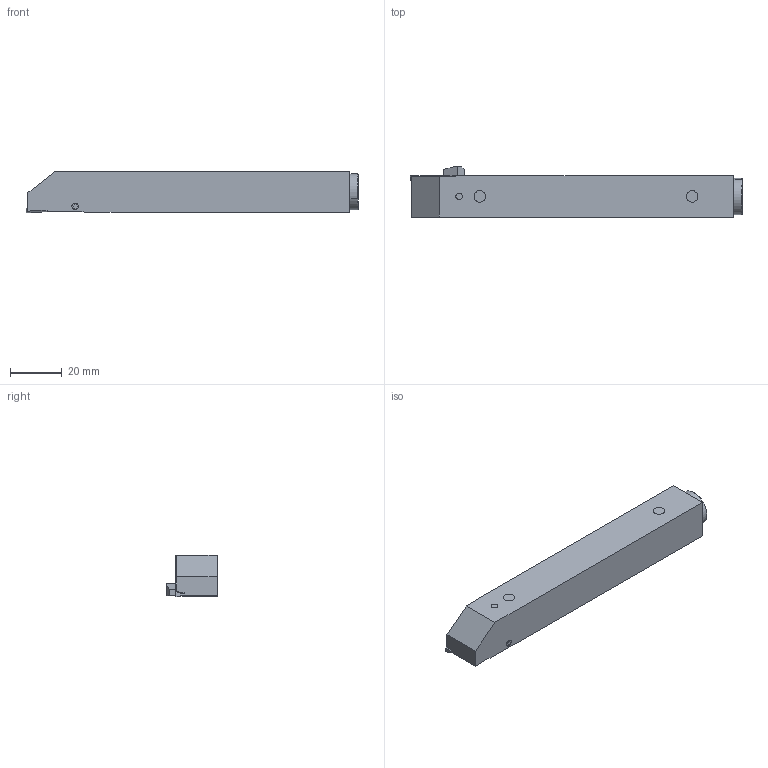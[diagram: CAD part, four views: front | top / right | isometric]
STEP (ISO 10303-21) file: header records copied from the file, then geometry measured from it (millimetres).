
FILE_DESCRIPTION (( 'STEP AP214' ), '1' );
FILE_NAME ('ISO-157-19.step', '2015-12-17T12:29:03', ( '' ), ( '' ), 'SwSTEP 2.0', 'SolidWorks 2015', '' );
FILE_SCHEMA (( 'AUTOMOTIVE_DESIGN' ));
Length unit declared in the file: millimetre
Products named in the file (1): ISO-157-19
Bounding box: 128.3 x 19.38 x 16.07 mm (x, y, z)
Volume: 30970.3 mm3; surface area: 8607 mm2
Topology: 1 solids, 1 shells, 70 faces, 204 edges, 142 vertices
Faces by surface type: plane 57, cylinder 9, torus 4
Entity records: 2555 total; most frequent: CARTESIAN_POINT 426, ORIENTED_EDGE 408, DIRECTION 406, EDGE_CURVE 204, VERTEX_POINT 142, VECTOR 138, LINE 138, AXIS2_PLACEMENT_3D 134
